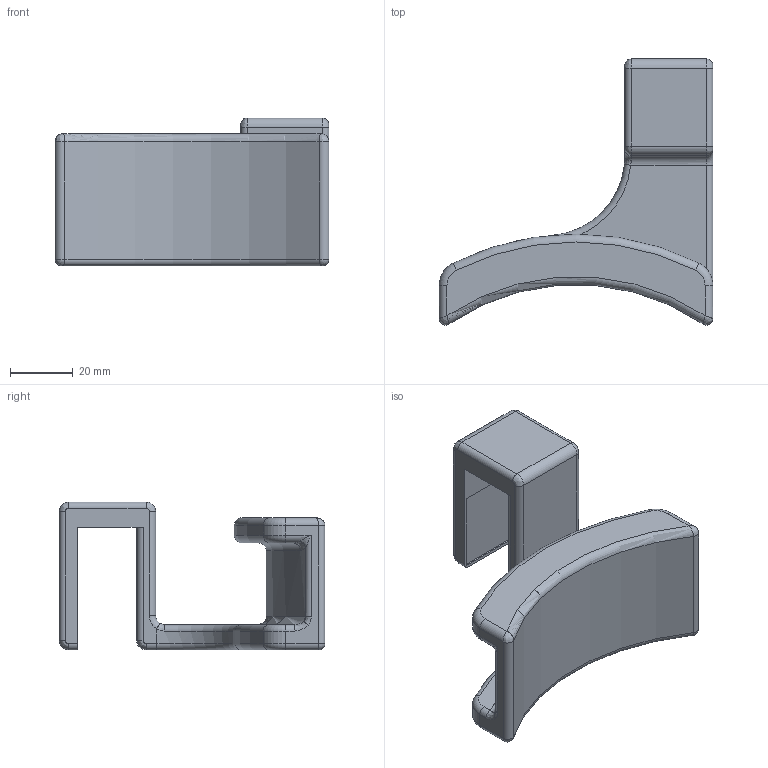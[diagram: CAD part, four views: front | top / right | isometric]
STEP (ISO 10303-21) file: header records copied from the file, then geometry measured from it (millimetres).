
FILE_DESCRIPTION(/* description */ (''),/* implementation_level */ '2;1');
FILE_NAME(/* name */ 'headphone-holder.step',/* time_stamp */ '2024-06-01T20:47:10-04:00',/* author */ (''),/* organization */ (''),/* preprocessor_version */ 'ST-DEVELOPER v20',/* originating_system */ 'Autodesk Translation Framework v13.14.0.145',/* authorisation */ '');
FILE_SCHEMA (('AUTOMOTIVE_DESIGN { 1 0 10303 214 3 1 1 }'));
Length unit declared in the file: millimetre
Products named in the file (1): headphone holder v2
Bounding box: 87.05 x 84.55 x 47 mm (x, y, z)
Volume: 64339.7 mm3; surface area: 21824.9 mm2
Topology: 1 solids, 1 shells, 96 faces, 223 edges, 126 vertices
Faces by surface type: cylinder 36, torus 20, bspline 19, plane 19, sphere 2
Entity records: 3108 total; most frequent: CARTESIAN_POINT 949, DIRECTION 467, ORIENTED_EDGE 438, EDGE_CURVE 219, AXIS2_PLACEMENT_3D 192, VERTEX_POINT 126, CIRCLE 114, EDGE_LOOP 97
